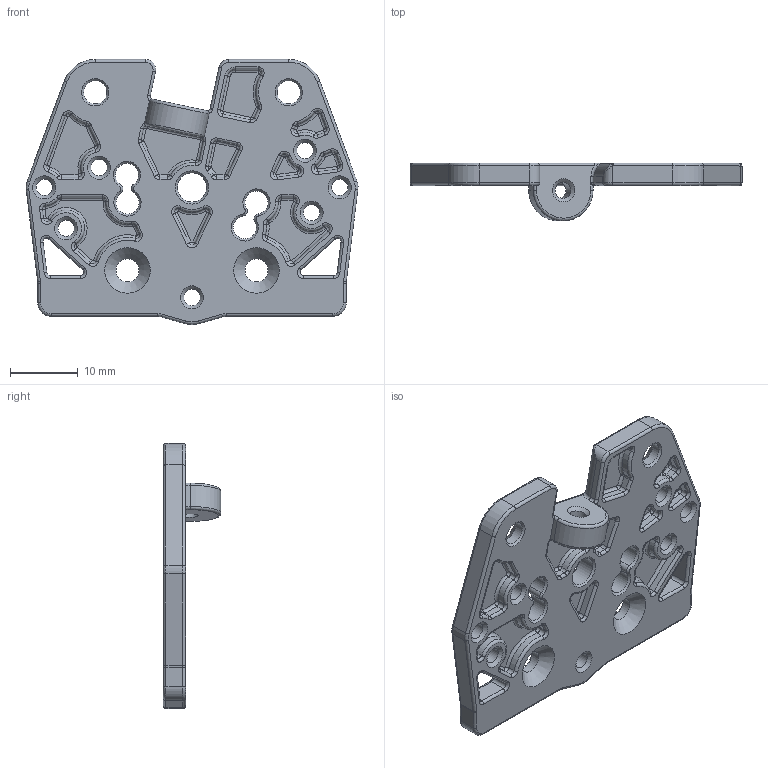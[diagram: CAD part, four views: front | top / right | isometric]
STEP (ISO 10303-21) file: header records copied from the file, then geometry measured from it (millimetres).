
FILE_DESCRIPTION(/* description */ (''),/* implementation_level */ '2;1');
FILE_NAME(/* name */ 'Takeoff v2 Top Plate A.step',/* time_stamp */ '2024-08-16T02:27:43-04:00',/* author */ (''),/* organization */ (''),/* preprocessor_version */ 'ST-DEVELOPER v20',/* originating_system */ 'Autodesk Translation Framework v13.14.0.145',/* authorisation */ '');
FILE_SCHEMA (('AUTOMOTIVE_DESIGN { 1 0 10303 214 3 1 1 }'));
Length unit declared in the file: millimetre
Products named in the file (1): Takeoff v2 Top Plate A
Bounding box: 48.9 x 8.5 x 39.05 mm (x, y, z)
Volume: 4257.3 mm3; surface area: 4408.6 mm2
Topology: 1 solids, 1 shells, 595 faces, 1367 edges, 776 vertices
Faces by surface type: cylinder 252, torus 157, plane 75, bspline 69, cone 41, sphere 1
Full cylindrical faces by diameter (mm): 2.4 x8, 3.4 x4, 4.3 x1
Entity records: 17827 total; most frequent: CARTESIAN_POINT 4037, DIRECTION 3239, ORIENTED_EDGE 2716, AXIS2_PLACEMENT_3D 1382, EDGE_CURVE 1358, CIRCLE 841, VERTEX_POINT 776, EDGE_LOOP 640
